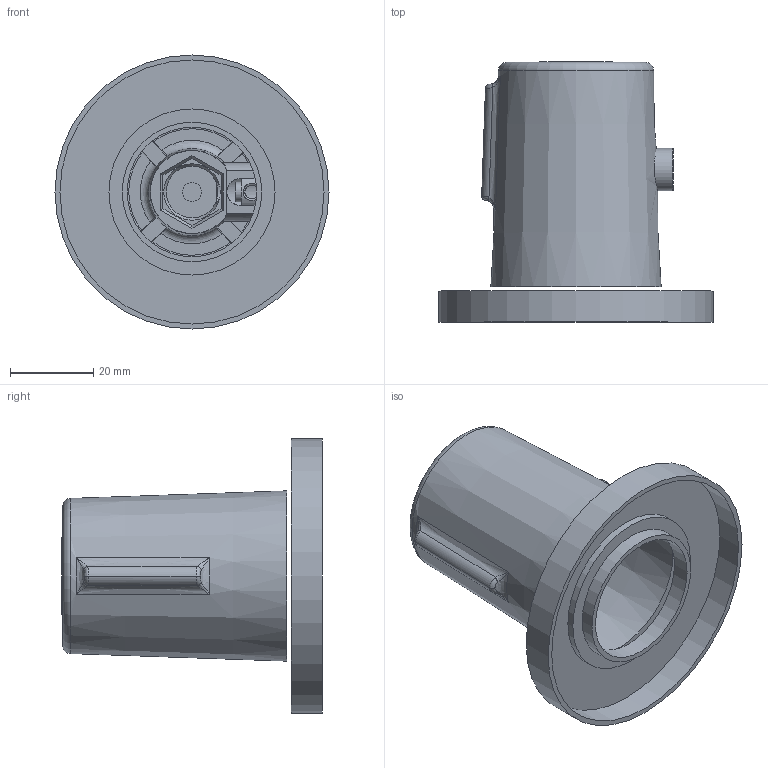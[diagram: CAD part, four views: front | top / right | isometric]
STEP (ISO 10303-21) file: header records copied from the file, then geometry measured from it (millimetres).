
FILE_DESCRIPTION (( 'STEP AP203' ), '1' );
FILE_NAME ('34CP12381.STEP', '2025-11-07T10:35:11', ( '' ), ( '' ), 'SwSTEP 2.0', 'SolidWorks 2021', '' );
FILE_SCHEMA (( 'CONFIG_CONTROL_DESIGN' ));
Length unit declared in the file: millimetre
Products named in the file (1): 34CP12381
Bounding box: 66 x 62.74 x 66 mm (x, y, z)
Volume: 30387.5 mm3; surface area: 30216.1 mm2
Topology: 4 solids, 4 shells, 157 faces, 401 edges, 256 vertices
Faces by surface type: plane 98, cylinder 27, cone 12, bspline 12, torus 6, sphere 2
Full cylindrical faces by diameter (mm): 3.1 x2, 3.3 x1, 4.15 x1, 4.65 x1, 10.1 x1, 10.2 x1, 12.5 x1, 25.3 x1, 28.3 x1, 31.2 x1, 33.6 x1, 38 x1, 40 x1, 63.6 x1, 66 x1
Entity records: 5473 total; most frequent: CARTESIAN_POINT 1923, ORIENTED_EDGE 702, DIRECTION 668, EDGE_CURVE 351, VERTEX_POINT 241, AXIS2_PLACEMENT_3D 240, EDGE_LOOP 210, VECTOR 188
